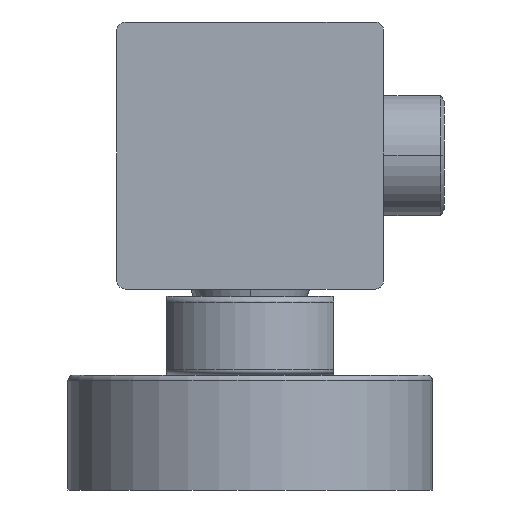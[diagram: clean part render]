
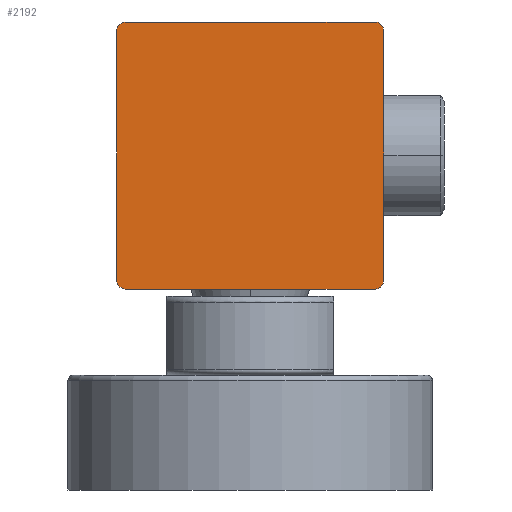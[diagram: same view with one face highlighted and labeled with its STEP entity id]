
A CAD part, left-side view. The second image highlights one B-rep face of the part: STEP entity #2192.
In plain terms, the highlighted planar face has unit normal (-1, 0, 0).
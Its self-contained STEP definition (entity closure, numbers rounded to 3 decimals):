
#27=DIRECTION('',(0.,-1.,0.));
#28=VECTOR('',#27,43.5);
#29=CARTESIAN_POINT('',(-95.,21.75,23.25));
#30=LINE('',#29,#28);
#43=CARTESIAN_POINT('',(-95.,-21.75,21.75));
#44=DIRECTION('',(-1.,0.,0.));
#45=DIRECTION('',(0.,-1.,0.));
#46=AXIS2_PLACEMENT_3D('',#43,#44,#45);
#63=CARTESIAN_POINT('',(-95.,21.75,21.75));
#64=DIRECTION('',(-1.,0.,0.));
#65=DIRECTION('',(0.,0.,1.));
#66=AXIS2_PLACEMENT_3D('',#63,#64,#65);
#73=DIRECTION('',(0.,0.,1.));
#74=VECTOR('',#73,43.5);
#75=CARTESIAN_POINT('',(-95.,23.25,-21.75));
#76=LINE('',#75,#74);
#89=CARTESIAN_POINT('',(-95.,21.75,-21.75));
#90=DIRECTION('',(-1.,0.,0.));
#91=DIRECTION('',(0.,1.,0.));
#92=AXIS2_PLACEMENT_3D('',#89,#90,#91);
#111=DIRECTION('',(0.,1.,0.));
#112=VECTOR('',#111,43.5);
#113=CARTESIAN_POINT('',(-95.,-21.75,-23.25));
#114=LINE('',#113,#112);
#115=CARTESIAN_POINT('',(-95.,-21.75,-21.75));
#116=DIRECTION('',(-1.,0.,0.));
#117=DIRECTION('',(0.,0.,-1.));
#118=AXIS2_PLACEMENT_3D('',#115,#116,#117);
#137=DIRECTION('',(0.,0.,-1.));
#138=VECTOR('',#137,43.5);
#139=CARTESIAN_POINT('',(-95.,-23.25,21.75));
#140=LINE('',#139,#138);
#1872=CARTESIAN_POINT('',(-95.,21.75,23.25));
#1873=CARTESIAN_POINT('',(-95.,-21.75,23.25));
#1874=VERTEX_POINT('',#1872);
#1875=VERTEX_POINT('',#1873);
#1876=CARTESIAN_POINT('',(-95.,-23.25,21.75));
#1877=CARTESIAN_POINT('',(-95.,-23.25,-21.75));
#1878=VERTEX_POINT('',#1876);
#1879=VERTEX_POINT('',#1877);
#1880=CARTESIAN_POINT('',(-95.,-21.75,-23.25));
#1881=CARTESIAN_POINT('',(-95.,21.75,-23.25));
#1882=VERTEX_POINT('',#1880);
#1883=VERTEX_POINT('',#1881);
#1884=CARTESIAN_POINT('',(-95.,23.25,-21.75));
#1885=CARTESIAN_POINT('',(-95.,23.25,21.75));
#1886=VERTEX_POINT('',#1884);
#1887=VERTEX_POINT('',#1885);
#2170=CARTESIAN_POINT('',(-95.,0.,0.));
#2171=DIRECTION('',(1.,0.,0.));
#2172=DIRECTION('',(0.,1.,0.));
#2173=AXIS2_PLACEMENT_3D('',#2170,#2171,#2172);
#2174=PLANE('',#2173);
#2175=ORIENTED_EDGE('',*,*,#2152,.T.);
#2177=ORIENTED_EDGE('',*,*,#2176,.F.);
#2179=ORIENTED_EDGE('',*,*,#2178,.T.);
#2181=ORIENTED_EDGE('',*,*,#2180,.F.);
#2183=ORIENTED_EDGE('',*,*,#2182,.T.);
#2185=ORIENTED_EDGE('',*,*,#2184,.F.);
#2187=ORIENTED_EDGE('',*,*,#2186,.T.);
#2189=ORIENTED_EDGE('',*,*,#2188,.F.);
#2190=EDGE_LOOP('',(#2175,#2177,#2179,#2181,#2183,#2185,#2187,#2189));
#2191=FACE_OUTER_BOUND('',#2190,.F.);
#2192=ADVANCED_FACE('',(#2191),#2174,.F.);
#47=CIRCLE('',#46,1.5);
#67=CIRCLE('',#66,1.5);
#93=CIRCLE('',#92,1.5);
#119=CIRCLE('',#118,1.5);
#2152=EDGE_CURVE('',#1874,#1875,#30,.T.);
#2176=EDGE_CURVE('',#1878,#1875,#47,.T.);
#2178=EDGE_CURVE('',#1878,#1879,#140,.T.);
#2180=EDGE_CURVE('',#1882,#1879,#119,.T.);
#2182=EDGE_CURVE('',#1882,#1883,#114,.T.);
#2184=EDGE_CURVE('',#1886,#1883,#93,.T.);
#2186=EDGE_CURVE('',#1886,#1887,#76,.T.);
#2188=EDGE_CURVE('',#1874,#1887,#67,.T.);
